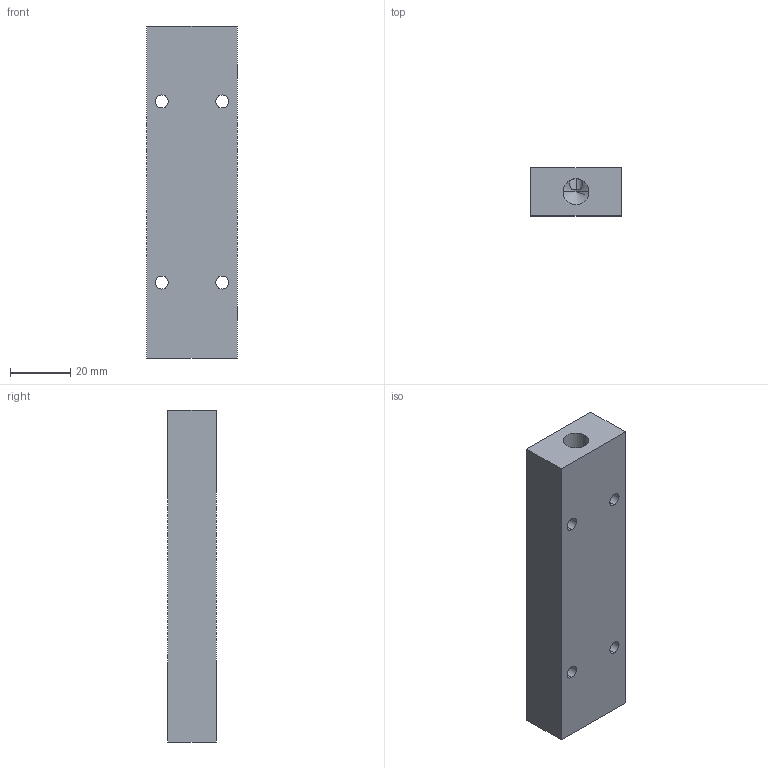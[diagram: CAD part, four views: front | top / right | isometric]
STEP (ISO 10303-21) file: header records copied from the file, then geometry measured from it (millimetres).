
FILE_DESCRIPTION (( 'STEP AP214' ), '1' );
FILE_NAME ('117624-00_Montageplatte SFC5400 - Breithorn.step', '2020-03-24T07:04:02', ( '' ), ( '' ), 'SwSTEP 2.0', 'SolidWorks 2019', '' );
FILE_SCHEMA (( 'AUTOMOTIVE_DESIGN' ));
Length unit declared in the file: millimetre
Products named in the file (1): 117624-00_Montageplatte SFC5400 - Breithorn
Bounding box: 30 x 16 x 110 mm (x, y, z)
Volume: 48814 mm3; surface area: 13624.6 mm2
Topology: 1 solids, 1 shells, 62 faces, 158 edges, 92 vertices
Faces by surface type: cylinder 36, cone 16, plane 10
Entity records: 2134 total; most frequent: CARTESIAN_POINT 441, DIRECTION 330, ORIENTED_EDGE 284, EDGE_CURVE 142, AXIS2_PLACEMENT_3D 133, VERTEX_POINT 92, EDGE_LOOP 84, CIRCLE 70
